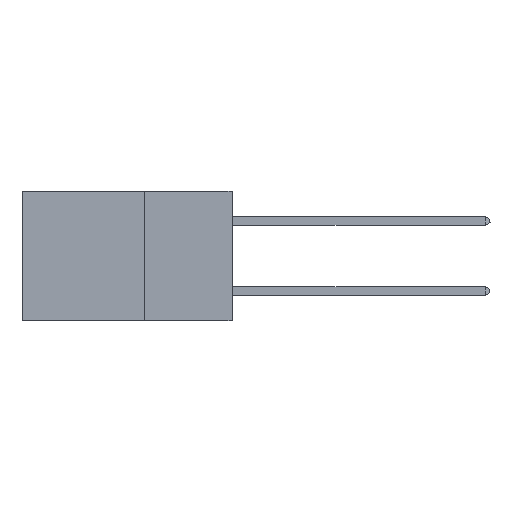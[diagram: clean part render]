
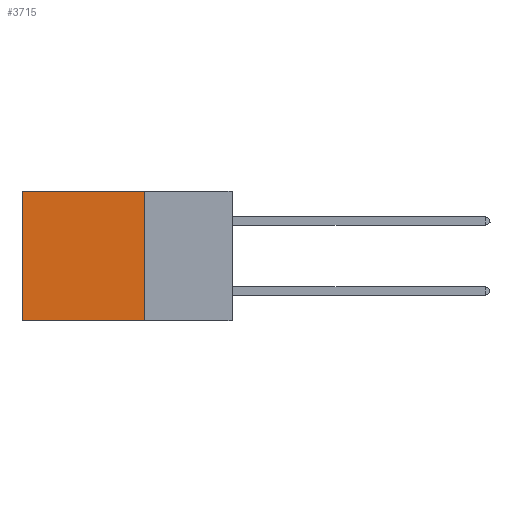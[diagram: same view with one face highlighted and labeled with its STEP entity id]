
A CAD part, left-side view. The second image highlights one B-rep face of the part: STEP entity #3715.
In plain terms, the highlighted planar face has unit normal (-1, 0, 0).
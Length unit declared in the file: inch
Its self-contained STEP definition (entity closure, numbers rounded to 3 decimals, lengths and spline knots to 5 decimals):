
#164 = CARTESIAN_POINT ( 'NONE',  ( 0.2875, 0.25, 0. ) ) ;
#212 = ORIENTED_EDGE ( 'NONE', *, *, #20837, .F. ) ;
#711 = VECTOR ( 'NONE', #36982, 39.37008 ) ;
#748 = FACE_OUTER_BOUND ( 'NONE', #30526, .T. ) ;
#2413 = CARTESIAN_POINT ( 'NONE',  ( 0.2875, 0.25, 0. ) ) ;
#3715 = ADVANCED_FACE ( 'NONE', ( #748 ), #33943, .F. ) ;
#4408 = VECTOR ( 'NONE', #11907, 39.37008 ) ;
#8574 = VERTEX_POINT ( 'NONE', #10485 ) ;
#8797 = ORIENTED_EDGE ( 'NONE', *, *, #15005, .T. ) ;
#8843 = EDGE_CURVE ( 'NONE', #9335, #8574, #36587, .T. ) ;
#8967 = VERTEX_POINT ( 'NONE', #19325 ) ;
#9335 = VERTEX_POINT ( 'NONE', #15775 ) ;
#10485 = CARTESIAN_POINT ( 'NONE',  ( 0.2875, 0.6, -0.37 ) ) ;
#11509 = VECTOR ( 'NONE', #29727, 39.37008 ) ;
#11705 = LINE ( 'NONE', #14883, #4408 ) ;
#11907 = DIRECTION ( 'NONE',  ( 0., 0., -1. ) ) ;
#11931 = LINE ( 'NONE', #23373, #11509 ) ;
#14464 = DIRECTION ( 'NONE',  ( 0., 1., 0. ) ) ;
#14883 = CARTESIAN_POINT ( 'NONE',  ( 0.2875, 0.6, 0. ) ) ;
#15005 = EDGE_CURVE ( 'NONE', #27278, #8574, #11705, .T. ) ;
#15775 = CARTESIAN_POINT ( 'NONE',  ( 0.2875, 0.25, -0.37 ) ) ;
#16032 = CARTESIAN_POINT ( 'NONE',  ( 0.2875, 0.25, -0.37 ) ) ;
#19325 = CARTESIAN_POINT ( 'NONE',  ( 0.2875, 0.25, 0. ) ) ;
#20374 = CARTESIAN_POINT ( 'NONE',  ( 0.2875, 0.6, 0. ) ) ;
#20837 = EDGE_CURVE ( 'NONE', #8967, #9335, #11931, .T. ) ;
#21250 = DIRECTION ( 'NONE',  ( 0., 0., -1. ) ) ;
#22685 = ORIENTED_EDGE ( 'NONE', *, *, #33187, .T. ) ;
#23373 = CARTESIAN_POINT ( 'NONE',  ( 0.2875, 0.25, 0. ) ) ;
#24475 = AXIS2_PLACEMENT_3D ( 'NONE', #164, #36928, #21250 ) ;
#27278 = VERTEX_POINT ( 'NONE', #20374 ) ;
#28881 = LINE ( 'NONE', #2413, #38634 ) ;
#29574 = ORIENTED_EDGE ( 'NONE', *, *, #8843, .F. ) ;
#29727 = DIRECTION ( 'NONE',  ( 0., 0., -1. ) ) ;
#30526 = EDGE_LOOP ( 'NONE', ( #8797, #29574, #212, #22685 ) ) ;
#33187 = EDGE_CURVE ( 'NONE', #8967, #27278, #28881, .T. ) ;
#33943 = PLANE ( 'NONE',  #24475 ) ;
#36587 = LINE ( 'NONE', #16032, #711 ) ;
#36928 = DIRECTION ( 'NONE',  ( 1., 0., 0. ) ) ;
#36982 = DIRECTION ( 'NONE',  ( 0., 1., 0. ) ) ;
#38634 = VECTOR ( 'NONE', #14464, 39.37008 ) ;
